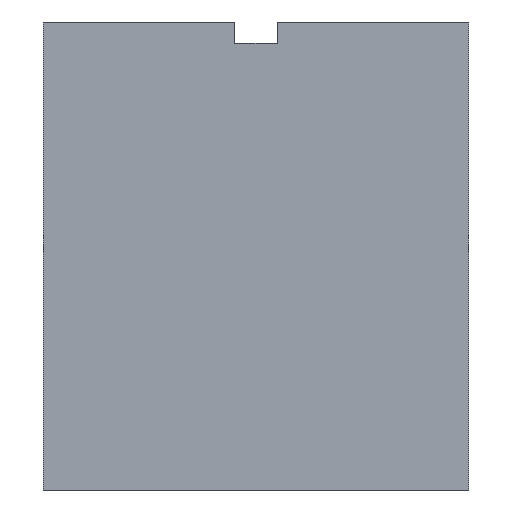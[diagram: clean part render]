
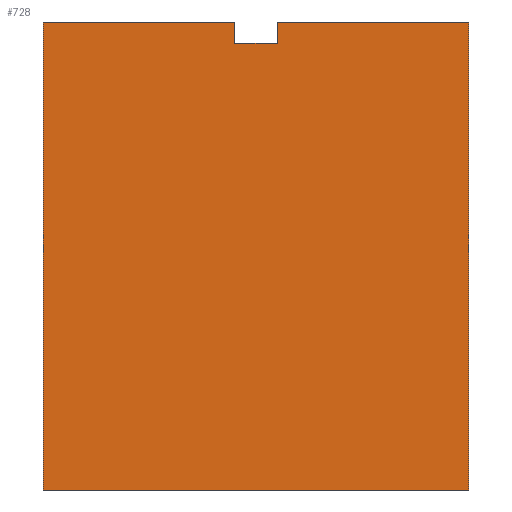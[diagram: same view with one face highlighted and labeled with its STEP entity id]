
A CAD part, left-side view. The second image highlights one B-rep face of the part: STEP entity #728.
In plain terms, the highlighted planar face has unit normal (-1, 0, 0).
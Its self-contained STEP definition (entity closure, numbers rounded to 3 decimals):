
#30 = EDGE_CURVE ( 'NONE', #203, #189, #538, .T. ) ;
#40 = EDGE_CURVE ( 'NONE', #228, #185, #447, .T. ) ;
#42 = EDGE_CURVE ( 'NONE', #179, #185, #358, .T. ) ;
#44 = EDGE_CURVE ( 'NONE', #186, #203, #360, .T. ) ;
#46 = EDGE_CURVE ( 'NONE', #208, #228, #359, .T. ) ;
#54 = EDGE_CURVE ( 'NONE', #127, #179, #415, .T. ) ;
#60 = EDGE_CURVE ( 'NONE', #127, #186, #530, .T. ) ;
#63 = EDGE_CURVE ( 'NONE', #208, #189, #285, .T. ) ;
#127 = VERTEX_POINT ( 'NONE', #364 ) ;
#151 = EDGE_LOOP ( 'NONE', ( #583, #582, #581, #580, #579, #183, #191, #195 ) ) ;
#160 = CARTESIAN_POINT ( 'NONE',  ( -5., -5., 10.5 ) ) ;
#179 = VERTEX_POINT ( 'NONE', #424 ) ;
#183 = ORIENTED_EDGE ( 'NONE', *, *, #44, .F. ) ;
#185 = VERTEX_POINT ( 'NONE', #290 ) ;
#186 = VERTEX_POINT ( 'NONE', #289 ) ;
#189 = VERTEX_POINT ( 'NONE', #287 ) ;
#191 = ORIENTED_EDGE ( 'NONE', *, *, #60, .F. ) ;
#195 = ORIENTED_EDGE ( 'NONE', *, *, #54, .T. ) ;
#203 = VERTEX_POINT ( 'NONE', #332 ) ;
#208 = VERTEX_POINT ( 'NONE', #328 ) ;
#228 = VERTEX_POINT ( 'NONE', #411 ) ;
#234 = DIRECTION ( 'NONE',  ( 0., 0., -1. ) ) ;
#260 = DIRECTION ( 'NONE',  ( 0., -1., 0. ) ) ;
#261 = CARTESIAN_POINT ( 'NONE',  ( -5., 5., 11. ) ) ;
#272 = DIRECTION ( 'NONE',  ( 0., 0., -1. ) ) ;
#285 = LINE ( 'NONE', #436, #633 ) ;
#287 = CARTESIAN_POINT ( 'NONE',  ( -5., -0.5, 10.5 ) ) ;
#289 = CARTESIAN_POINT ( 'NONE',  ( -5., 0.5, 11. ) ) ;
#290 = CARTESIAN_POINT ( 'NONE',  ( -5., -5., 0. ) ) ;
#328 = CARTESIAN_POINT ( 'NONE',  ( -5., -0.5, 11. ) ) ;
#332 = CARTESIAN_POINT ( 'NONE',  ( -5., 0.5, 10.5 ) ) ;
#355 = CARTESIAN_POINT ( 'NONE',  ( -5., -5., 0. ) ) ;
#358 = LINE ( 'NONE', #355, #630 ) ;
#359 = LINE ( 'NONE', #402, #628 ) ;
#360 = LINE ( 'NONE', #455, #624 ) ;
#364 = CARTESIAN_POINT ( 'NONE',  ( -5., 5., 11. ) ) ;
#391 = DIRECTION ( 'NONE',  ( 0., 0., -1. ) ) ;
#392 = CARTESIAN_POINT ( 'NONE',  ( -5., -5., 10.5 ) ) ;
#402 = CARTESIAN_POINT ( 'NONE',  ( -5., -0.5, 11. ) ) ;
#405 = DIRECTION ( 'NONE',  ( 0., -1., 0. ) ) ;
#411 = CARTESIAN_POINT ( 'NONE',  ( -5., -5., 11. ) ) ;
#414 = CARTESIAN_POINT ( 'NONE',  ( -5., 5., 10.5 ) ) ;
#415 = LINE ( 'NONE', #414, #641 ) ;
#417 = FACE_OUTER_BOUND ( 'NONE', #151, .T. ) ;
#424 = CARTESIAN_POINT ( 'NONE',  ( -5., 5., 0. ) ) ;
#436 = CARTESIAN_POINT ( 'NONE',  ( -5., -0.5, 11. ) ) ;
#438 = DIRECTION ( 'NONE',  ( 0., 0., -1. ) ) ;
#447 = LINE ( 'NONE', #392, #627 ) ;
#451 = DIRECTION ( 'NONE',  ( 0., 0., -1. ) ) ;
#452 = DIRECTION ( 'NONE',  ( 1., 0., 0. ) ) ;
#454 = PLANE ( 'NONE',  #681 ) ;
#455 = CARTESIAN_POINT ( 'NONE',  ( -5., 0.5, 11. ) ) ;
#457 = DIRECTION ( 'NONE',  ( 0., -1., 0. ) ) ;
#460 = CARTESIAN_POINT ( 'NONE',  ( -5., -5., 10.5 ) ) ;
#505 = DIRECTION ( 'NONE',  ( 0., -1., 0. ) ) ;
#530 = LINE ( 'NONE', #261, #647 ) ;
#538 = LINE ( 'NONE', #160, #604 ) ;
#579 = ORIENTED_EDGE ( 'NONE', *, *, #30, .F. ) ;
#580 = ORIENTED_EDGE ( 'NONE', *, *, #63, .T. ) ;
#581 = ORIENTED_EDGE ( 'NONE', *, *, #46, .F. ) ;
#582 = ORIENTED_EDGE ( 'NONE', *, *, #40, .F. ) ;
#583 = ORIENTED_EDGE ( 'NONE', *, *, #42, .T. ) ;
#604 = VECTOR ( 'NONE', #505, 1000. ) ;
#624 = VECTOR ( 'NONE', #438, 1000. ) ;
#627 = VECTOR ( 'NONE', #391, 1000. ) ;
#628 = VECTOR ( 'NONE', #405, 1000. ) ;
#630 = VECTOR ( 'NONE', #457, 1000. ) ;
#633 = VECTOR ( 'NONE', #272, 1000. ) ;
#641 = VECTOR ( 'NONE', #234, 1000. ) ;
#647 = VECTOR ( 'NONE', #260, 1000. ) ;
#681 = AXIS2_PLACEMENT_3D ( 'NONE', #460, #452, #451 ) ;
#728 = ADVANCED_FACE ( 'NONE', ( #417 ), #454, .F. ) ;
